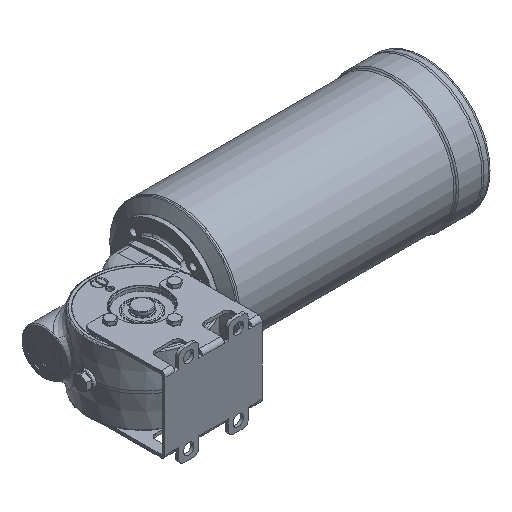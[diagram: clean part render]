
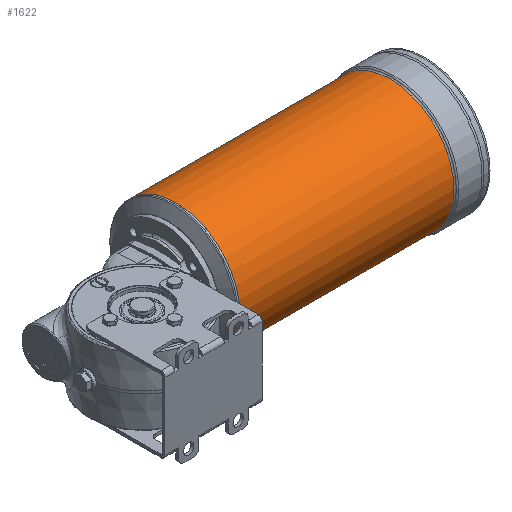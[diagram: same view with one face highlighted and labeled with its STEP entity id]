
A CAD part, isometric view. The second image highlights one B-rep face of the part: STEP entity #1622.
In plain terms, the highlighted cylindrical face has radius 64.5 mm (diameter 129 mm), a full revolution.
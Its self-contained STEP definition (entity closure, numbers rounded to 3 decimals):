
#1622 = ADVANCED_FACE( '', ( #3702, #3703 ), #3704, .T. );
#3702 = FACE_OUTER_BOUND( '', #8991, .T. );
#3703 = FACE_OUTER_BOUND( '', #8992, .T. );
#3704 = CYLINDRICAL_SURFACE( '', #8993, 64.5 );
#8991 = EDGE_LOOP( '', ( #14854 ) );
#8992 = EDGE_LOOP( '', ( #14855 ) );
#8993 = AXIS2_PLACEMENT_3D( '', #14856, #14857, #14858 );
#14854 = ORIENTED_EDGE( '', *, *, #18683, .T. );
#14855 = ORIENTED_EDGE( '', *, *, #18684, .T. );
#14856 = CARTESIAN_POINT( '', ( 239.168, 45., 0. ) );
#14857 = DIRECTION( '', ( -1., 0., 0. ) );
#14858 = DIRECTION( '', ( 0., 1., 0. ) );
#18683 = EDGE_CURVE( '', #21741, #21741, #21742, .F. );
#18684 = EDGE_CURVE( '', #21743, #21743, #21744, .T. );
#21741 = VERTEX_POINT( '', #27639 );
#21742 = CIRCLE( '', #27640, 64.5 );
#21743 = VERTEX_POINT( '', #27641 );
#21744 = CIRCLE( '', #27642, 64.5 );
#27639 = CARTESIAN_POINT( '', ( 295.172, 109.5, 0. ) );
#27640 = AXIS2_PLACEMENT_3D( '', #30597, #30598, #30599 );
#27641 = CARTESIAN_POINT( '', ( 79., 109.5, 0. ) );
#27642 = AXIS2_PLACEMENT_3D( '', #30600, #30601, #30602 );
#30597 = CARTESIAN_POINT( '', ( 295.172, 45., 0. ) );
#30598 = DIRECTION( '', ( 1., 0., 0. ) );
#30599 = DIRECTION( '', ( 0., 1., 0. ) );
#30600 = CARTESIAN_POINT( '', ( 79., 45., 0. ) );
#30601 = DIRECTION( '', ( 1., 0., 0. ) );
#30602 = DIRECTION( '', ( 0., 1., 0. ) );
